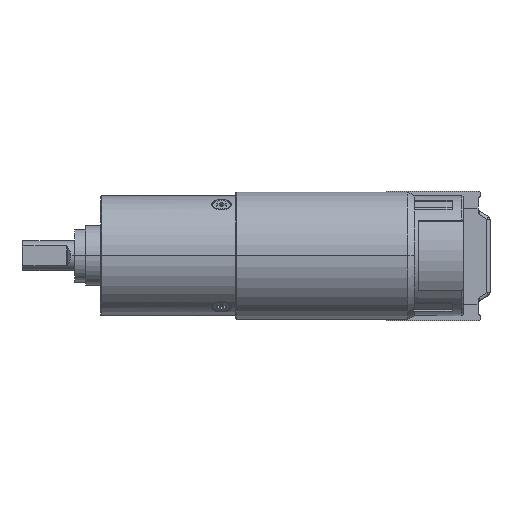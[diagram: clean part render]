
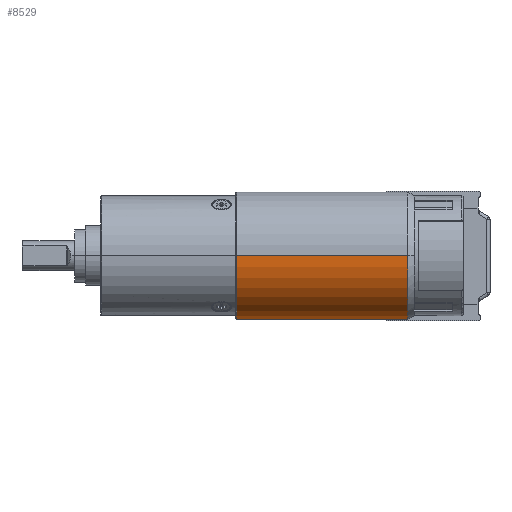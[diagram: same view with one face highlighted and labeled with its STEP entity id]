
A CAD part, front view. The second image highlights one B-rep face of the part: STEP entity #8529.
In plain terms, the highlighted cylindrical face has radius 8.5 mm (diameter 17 mm), a partial arc.
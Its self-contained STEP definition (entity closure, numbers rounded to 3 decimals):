
#446=CARTESIAN_POINT('',(0.1,0.,0.));
#447=DIRECTION('',(-1.,0.,0.));
#448=DIRECTION('',(0.,1.,0.));
#449=AXIS2_PLACEMENT_3D('',#446,#447,#448);
#451=DIRECTION('',(-1.,0.,0.));
#452=VECTOR('',#451,22.834);
#453=CARTESIAN_POINT('',(22.934,-8.5,0.));
#454=LINE('',#453,#452);
#455=CARTESIAN_POINT('',(22.934,0.,0.));
#456=DIRECTION('',(-1.,0.,0.));
#457=DIRECTION('',(0.,1.,0.));
#458=AXIS2_PLACEMENT_3D('',#455,#456,#457);
#460=DIRECTION('',(-1.,0.,0.));
#461=VECTOR('',#460,22.834);
#462=CARTESIAN_POINT('',(22.934,8.5,0.));
#463=LINE('',#462,#461);
#6412=CARTESIAN_POINT('',(22.934,-8.5,0.));
#6414=VERTEX_POINT('',#6412);
#6415=CARTESIAN_POINT('',(22.934,8.5,0.));
#6416=VERTEX_POINT('',#6415);
#6604=CARTESIAN_POINT('',(0.1,-8.5,0.));
#6605=CARTESIAN_POINT('',(0.1,8.5,0.));
#6606=VERTEX_POINT('',#6604);
#6607=VERTEX_POINT('',#6605);
#8515=CARTESIAN_POINT('',(0.,0.,0.));
#8516=DIRECTION('',(1.,0.,0.));
#8517=DIRECTION('',(0.,-1.,0.));
#8518=AXIS2_PLACEMENT_3D('',#8515,#8516,#8517);
#8519=CYLINDRICAL_SURFACE('',#8518,8.5);
#8521=ORIENTED_EDGE('',*,*,#8520,.T.);
#8523=ORIENTED_EDGE('',*,*,#8522,.F.);
#8524=ORIENTED_EDGE('',*,*,#8440,.F.);
#8526=ORIENTED_EDGE('',*,*,#8525,.T.);
#8527=EDGE_LOOP('',(#8521,#8523,#8524,#8526));
#8528=FACE_OUTER_BOUND('',#8527,.F.);
#8529=ADVANCED_FACE('',(#8528),#8519,.T.);
#450=CIRCLE('',#449,8.5);
#459=CIRCLE('',#458,8.5);
#8440=EDGE_CURVE('',#6416,#6414,#459,.T.);
#8520=EDGE_CURVE('',#6607,#6606,#450,.T.);
#8522=EDGE_CURVE('',#6414,#6606,#454,.T.);
#8525=EDGE_CURVE('',#6416,#6607,#463,.T.);
